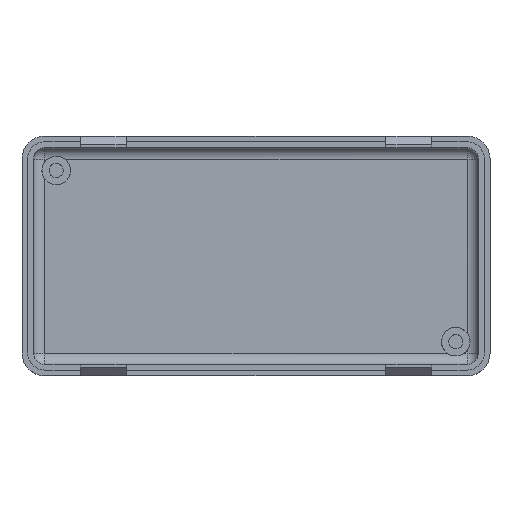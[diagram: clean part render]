
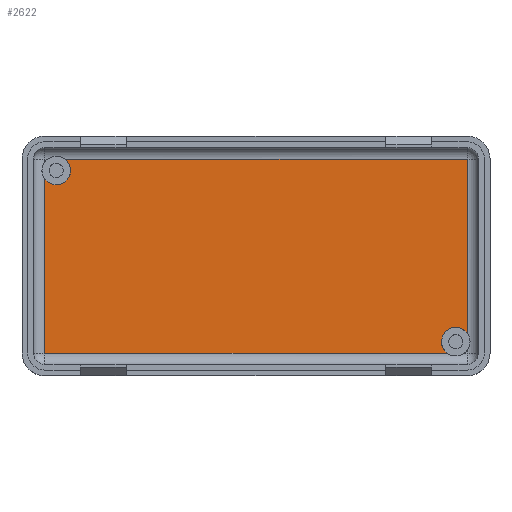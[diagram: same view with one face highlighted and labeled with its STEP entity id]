
A CAD part, top view. The second image highlights one B-rep face of the part: STEP entity #2622.
In plain terms, the highlighted planar face has unit normal (0, 0, 1).
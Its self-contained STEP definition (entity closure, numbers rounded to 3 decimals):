
#2277 = VERTEX_POINT('',#2278);
#2278 = CARTESIAN_POINT('',(-37.,-17.,-6.6));
#2285 = EDGE_CURVE('',#2277,#2286,#2288,.T.);
#2286 = VERTEX_POINT('',#2287);
#2287 = CARTESIAN_POINT('',(-37.,13.5,-6.6));
#2288 = LINE('',#2289,#2290);
#2289 = CARTESIAN_POINT('',(-37.,-21.,-6.6));
#2290 = VECTOR('',#2291,1.);
#2291 = DIRECTION('',(0.,1.,0.));
#2354 = EDGE_CURVE('',#2277,#2355,#2357,.T.);
#2355 = VERTEX_POINT('',#2356);
#2356 = CARTESIAN_POINT('',(33.5,-17.,-6.6));
#2357 = LINE('',#2358,#2359);
#2358 = CARTESIAN_POINT('',(-41.,-17.,-6.6));
#2359 = VECTOR('',#2360,1.);
#2360 = DIRECTION('',(1.,0.,0.));
#2423 = VERTEX_POINT('',#2424);
#2424 = CARTESIAN_POINT('',(-33.5,17.,-6.6));
#2449 = EDGE_CURVE('',#2423,#2450,#2452,.T.);
#2450 = VERTEX_POINT('',#2451);
#2451 = CARTESIAN_POINT('',(37.,17.,-6.6));
#2452 = LINE('',#2453,#2454);
#2453 = CARTESIAN_POINT('',(-41.,17.,-6.6));
#2454 = VECTOR('',#2455,1.);
#2455 = DIRECTION('',(1.,0.,0.));
#2517 = VERTEX_POINT('',#2518);
#2518 = CARTESIAN_POINT('',(37.,-13.5,-6.6));
#2533 = EDGE_CURVE('',#2517,#2450,#2534,.T.);
#2534 = LINE('',#2535,#2536);
#2535 = CARTESIAN_POINT('',(37.,-21.,-6.6));
#2536 = VECTOR('',#2537,1.);
#2537 = DIRECTION('',(0.,1.,0.));
#2584 = VERTEX_POINT('',#2585);
#2585 = CARTESIAN_POINT('',(-32.5,15.,-6.6));
#2601 = EDGE_CURVE('',#2584,#2423,#2602,.T.);
#2602 = CIRCLE('',#2603,2.5);
#2603 = AXIS2_PLACEMENT_3D('',#2604,#2605,#2606);
#2604 = CARTESIAN_POINT('',(-35.,15.,-6.6));
#2605 = DIRECTION('',(0.,0.,1.));
#2606 = DIRECTION('',(1.,0.,0.));
#2611 = EDGE_CURVE('',#2286,#2584,#2612,.T.);
#2612 = CIRCLE('',#2613,2.5);
#2613 = AXIS2_PLACEMENT_3D('',#2614,#2615,#2616);
#2614 = CARTESIAN_POINT('',(-35.,15.,-6.6));
#2615 = DIRECTION('',(0.,0.,1.));
#2616 = DIRECTION('',(1.,0.,0.));
#2622 = ADVANCED_FACE('',(#2623),#2638,.T.);
#2623 = FACE_BOUND('',#2624,.T.);
#2624 = EDGE_LOOP('',(#2625,#2626,#2627,#2634,#2635,#2636,#2637));
#2625 = ORIENTED_EDGE('',*,*,#2285,.F.);
#2626 = ORIENTED_EDGE('',*,*,#2354,.T.);
#2627 = ORIENTED_EDGE('',*,*,#2628,.F.);
#2628 = EDGE_CURVE('',#2517,#2355,#2629,.T.);
#2629 = CIRCLE('',#2630,2.5);
#2630 = AXIS2_PLACEMENT_3D('',#2631,#2632,#2633);
#2631 = CARTESIAN_POINT('',(35.,-15.,-6.6));
#2632 = DIRECTION('',(0.,0.,1.));
#2633 = DIRECTION('',(1.,0.,0.));
#2634 = ORIENTED_EDGE('',*,*,#2533,.T.);
#2635 = ORIENTED_EDGE('',*,*,#2449,.F.);
#2636 = ORIENTED_EDGE('',*,*,#2601,.F.);
#2637 = ORIENTED_EDGE('',*,*,#2611,.F.);
#2638 = PLANE('',#2639);
#2639 = AXIS2_PLACEMENT_3D('',#2640,#2641,#2642);
#2640 = CARTESIAN_POINT('',(-41.,-21.,-6.6));
#2641 = DIRECTION('',(0.,0.,1.));
#2642 = DIRECTION('',(1.,0.,0.));
